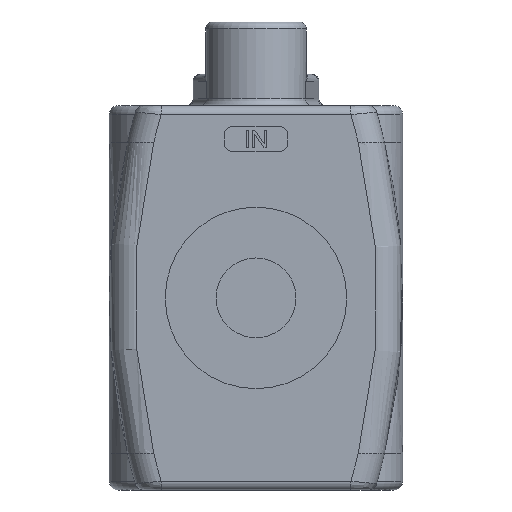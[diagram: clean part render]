
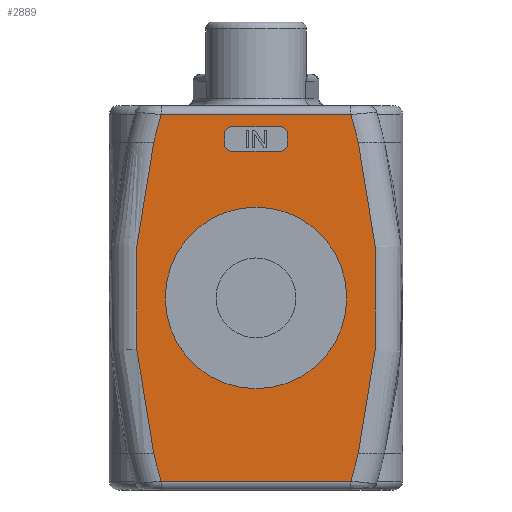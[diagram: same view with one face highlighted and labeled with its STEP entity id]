
A CAD part, left-side view. The second image highlights one B-rep face of the part: STEP entity #2889.
In plain terms, the highlighted planar face has unit normal (-1, 0, 0).
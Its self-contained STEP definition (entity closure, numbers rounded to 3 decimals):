
#2456=CARTESIAN_POINT('',(-20.,-13.562,-26.25));
#2457=VERTEX_POINT('',#2456);
#2493=CARTESIAN_POINT('',(-20.,13.562,-26.25));
#2494=VERTEX_POINT('',#2493);
#2511=CARTESIAN_POINT('',(-20.,-13.562,-26.25));
#2512=DIRECTION('',(0.0,1.0,0.0));
#2513=VECTOR('',#2512,27.124);
#2514=LINE('',#2511,#2513);
#2515=EDGE_CURVE('',#2457,#2494,#2514,.T.);
#2718=CARTESIAN_POINT('',(-20.,14.632,-22.3));
#2719=VERTEX_POINT('',#2718);
#2720=CARTESIAN_POINT('',(-20.,-75.5,0.0));
#2721=DIRECTION('',(1.0,0.0,0.0));
#2722=DIRECTION('',(0.0,1.0,0.0));
#2723=AXIS2_PLACEMENT_3D('',#2720,#2721,#2722);
#2724=CIRCLE('',#2723,92.85);
#2725=EDGE_CURVE('',#2494,#2719,#2724,.T.);
#2748=CARTESIAN_POINT('',(-20.,-21.0,0.0));
#2749=DIRECTION('',(-1.0,0.0,0.0));
#2750=DIRECTION('',(0.0,0.0,1.0));
#2751=AXIS2_PLACEMENT_3D('',#2748,#2749,#2750);
#2752=PLANE('',#2751);
#2753=ORIENTED_EDGE('',*,*,#2515,.F.);
#2754=CARTESIAN_POINT('',(-20.,-14.632,-22.3));
#2755=VERTEX_POINT('',#2754);
#2756=CARTESIAN_POINT('',(-20.,75.5,0.0));
#2757=DIRECTION('',(1.0,0.0,0.0));
#2758=DIRECTION('',(0.0,-1.0,0.0));
#2759=AXIS2_PLACEMENT_3D('',#2756,#2757,#2758);
#2760=CIRCLE('',#2759,92.85);
#2761=EDGE_CURVE('',#2755,#2457,#2760,.T.);
#2762=ORIENTED_EDGE('',*,*,#2761,.F.);
#2763=CARTESIAN_POINT('',(-20.,-14.632,22.3));
#2764=VERTEX_POINT('',#2763);
#2765=CARTESIAN_POINT('',(-20.,75.5,0.0));
#2766=DIRECTION('',(1.0,0.0,0.0));
#2767=DIRECTION('',(0.0,-1.0,0.0));
#2768=AXIS2_PLACEMENT_3D('',#2765,#2766,#2767);
#2769=CIRCLE('',#2768,92.85);
#2770=EDGE_CURVE('',#2764,#2755,#2769,.T.);
#2771=ORIENTED_EDGE('',*,*,#2770,.F.);
#2772=CARTESIAN_POINT('',(-20.,-13.562,26.25));
#2773=VERTEX_POINT('',#2772);
#2774=CARTESIAN_POINT('',(-20.,75.5,0.0));
#2775=DIRECTION('',(1.0,0.0,0.0));
#2776=DIRECTION('',(0.0,-1.0,0.0));
#2777=AXIS2_PLACEMENT_3D('',#2774,#2775,#2776);
#2778=CIRCLE('',#2777,92.85);
#2779=EDGE_CURVE('',#2773,#2764,#2778,.T.);
#2780=ORIENTED_EDGE('',*,*,#2779,.F.);
#2781=CARTESIAN_POINT('',(-20.,13.562,26.25));
#2782=VERTEX_POINT('',#2781);
#2783=CARTESIAN_POINT('',(-20.,13.562,26.25));
#2784=DIRECTION('',(0.0,-1.0,0.0));
#2785=VECTOR('',#2784,27.124);
#2786=LINE('',#2783,#2785);
#2787=EDGE_CURVE('',#2782,#2773,#2786,.T.);
#2788=ORIENTED_EDGE('',*,*,#2787,.F.);
#2789=CARTESIAN_POINT('',(-20.,14.632,22.3));
#2790=VERTEX_POINT('',#2789);
#2791=CARTESIAN_POINT('',(-20.,-75.5,0.0));
#2792=DIRECTION('',(1.0,0.0,0.0));
#2793=DIRECTION('',(0.0,1.0,0.0));
#2794=AXIS2_PLACEMENT_3D('',#2791,#2792,#2793);
#2795=CIRCLE('',#2794,92.85);
#2796=EDGE_CURVE('',#2790,#2782,#2795,.T.);
#2797=ORIENTED_EDGE('',*,*,#2796,.F.);
#2798=CARTESIAN_POINT('',(-20.,-75.5,0.0));
#2799=DIRECTION('',(1.0,0.0,0.0));
#2800=DIRECTION('',(0.0,1.0,0.0));
#2801=AXIS2_PLACEMENT_3D('',#2798,#2799,#2800);
#2802=CIRCLE('',#2801,92.85);
#2803=EDGE_CURVE('',#2719,#2790,#2802,.T.);
#2804=ORIENTED_EDGE('',*,*,#2803,.F.);
#2805=ORIENTED_EDGE('',*,*,#2725,.F.);
#2806=EDGE_LOOP('',(#2753,#2762,#2771,#2780,#2788,#2797,#2804,#2805));
#2807=FACE_OUTER_BOUND('',#2806,.T.);
#2808=CARTESIAN_POINT('',(-20.,-4.5,22.0));
#2809=VERTEX_POINT('',#2808);
#2810=CARTESIAN_POINT('',(-20.,-3.5,21.0));
#2811=VERTEX_POINT('',#2810);
#2812=CARTESIAN_POINT('',(-20.,-3.5,22.));
#2813=DIRECTION('',(1.0,0.0,0.0));
#2814=DIRECTION('',(0.0,0.0,-1.0));
#2815=AXIS2_PLACEMENT_3D('',#2812,#2813,#2814);
#2816=CIRCLE('',#2815,1.);
#2817=EDGE_CURVE('',#2809,#2811,#2816,.T.);
#2818=ORIENTED_EDGE('',*,*,#2817,.T.);
#2819=CARTESIAN_POINT('',(-20.,3.5,21.0));
#2820=VERTEX_POINT('',#2819);
#2821=CARTESIAN_POINT('',(-20.,-3.5,21.0));
#2822=DIRECTION('',(0.0,1.0,0.0));
#2823=VECTOR('',#2822,7.);
#2824=LINE('',#2821,#2823);
#2825=EDGE_CURVE('',#2811,#2820,#2824,.T.);
#2826=ORIENTED_EDGE('',*,*,#2825,.T.);
#2827=CARTESIAN_POINT('',(-20.,4.5,22.0));
#2828=VERTEX_POINT('',#2827);
#2829=CARTESIAN_POINT('',(-20.,3.5,22.));
#2830=DIRECTION('',(1.0,0.0,0.0));
#2831=DIRECTION('',(0.0,1.0,0.0));
#2832=AXIS2_PLACEMENT_3D('',#2829,#2830,#2831);
#2833=CIRCLE('',#2832,1.);
#2834=EDGE_CURVE('',#2820,#2828,#2833,.T.);
#2835=ORIENTED_EDGE('',*,*,#2834,.T.);
#2836=CARTESIAN_POINT('',(-20.,4.5,23.5));
#2837=VERTEX_POINT('',#2836);
#2838=CARTESIAN_POINT('',(-20.,4.5,22.0));
#2839=DIRECTION('',(0.0,0.0,1.0));
#2840=VECTOR('',#2839,1.5);
#2841=LINE('',#2838,#2840);
#2842=EDGE_CURVE('',#2828,#2837,#2841,.T.);
#2843=ORIENTED_EDGE('',*,*,#2842,.T.);
#2844=CARTESIAN_POINT('',(-20.,3.5,24.5));
#2845=VERTEX_POINT('',#2844);
#2846=CARTESIAN_POINT('',(-20.,3.5,23.5));
#2847=DIRECTION('',(1.0,0.0,0.0));
#2848=DIRECTION('',(0.0,0.0,1.0));
#2849=AXIS2_PLACEMENT_3D('',#2846,#2847,#2848);
#2850=CIRCLE('',#2849,1.);
#2851=EDGE_CURVE('',#2837,#2845,#2850,.T.);
#2852=ORIENTED_EDGE('',*,*,#2851,.T.);
#2853=CARTESIAN_POINT('',(-20.,-3.5,24.5));
#2854=VERTEX_POINT('',#2853);
#2855=CARTESIAN_POINT('',(-20.,3.5,24.5));
#2856=DIRECTION('',(0.0,-1.0,0.0));
#2857=VECTOR('',#2856,7.);
#2858=LINE('',#2855,#2857);
#2859=EDGE_CURVE('',#2845,#2854,#2858,.T.);
#2860=ORIENTED_EDGE('',*,*,#2859,.T.);
#2861=CARTESIAN_POINT('',(-20.,-4.5,23.5));
#2862=VERTEX_POINT('',#2861);
#2863=CARTESIAN_POINT('',(-20.,-3.5,23.5));
#2864=DIRECTION('',(1.0,0.0,0.0));
#2865=DIRECTION('',(0.0,-1.0,0.0));
#2866=AXIS2_PLACEMENT_3D('',#2863,#2864,#2865);
#2867=CIRCLE('',#2866,1.);
#2868=EDGE_CURVE('',#2854,#2862,#2867,.T.);
#2869=ORIENTED_EDGE('',*,*,#2868,.T.);
#2870=CARTESIAN_POINT('',(-20.,-4.5,23.5));
#2871=DIRECTION('',(0.0,0.0,-1.0));
#2872=VECTOR('',#2871,1.5);
#2873=LINE('',#2870,#2872);
#2874=EDGE_CURVE('',#2862,#2809,#2873,.T.);
#2875=ORIENTED_EDGE('',*,*,#2874,.T.);
#2876=EDGE_LOOP('',(#2818,#2826,#2835,#2843,#2852,#2860,#2869,#2875));
#2877=FACE_BOUND('',#2876,.T.);
#2878=CARTESIAN_POINT('',(-20.,0.0,-13.0));
#2879=VERTEX_POINT('',#2878);
#2880=CARTESIAN_POINT('',(-20.,0.0,0.0));
#2881=DIRECTION('',(1.0,0.0,0.0));
#2882=DIRECTION('',(0.0,0.0,-1.0));
#2883=AXIS2_PLACEMENT_3D('',#2880,#2881,#2882);
#2884=CIRCLE('',#2883,13.0);
#2885=EDGE_CURVE('',#2879,#2879,#2884,.T.);
#2886=ORIENTED_EDGE('',*,*,#2885,.T.);
#2887=EDGE_LOOP('',(#2886));
#2888=FACE_BOUND('',#2887,.T.);
#2889=ADVANCED_FACE('',(#2807,#2877,#2888),#2752,.T.);
